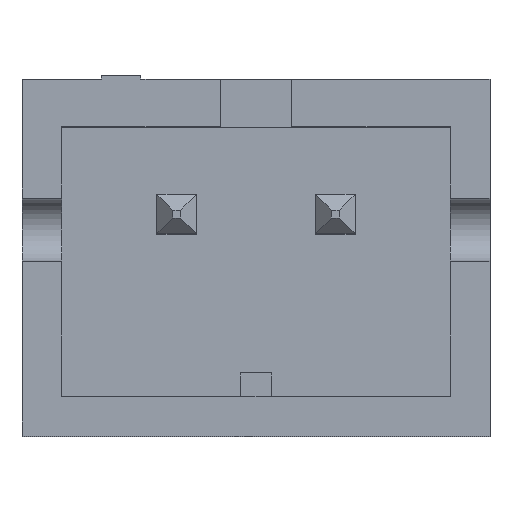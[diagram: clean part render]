
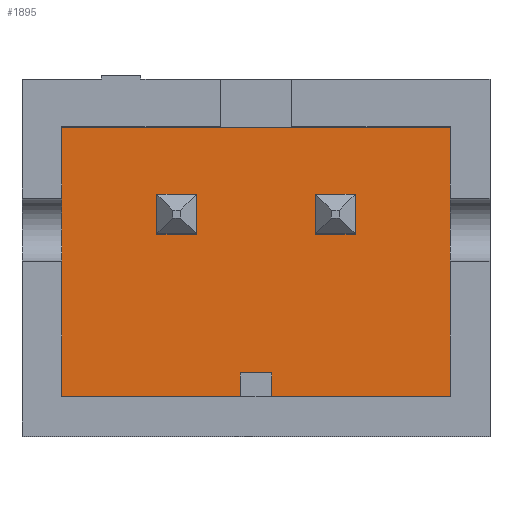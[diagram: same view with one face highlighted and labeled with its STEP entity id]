
A CAD part, top view. The second image highlights one B-rep face of the part: STEP entity #1895.
In plain terms, the highlighted planar face has unit normal (0, 0, 1).
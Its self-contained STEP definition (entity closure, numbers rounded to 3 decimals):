
#1429 = VERTEX_POINT('',#1430);
#1430 = CARTESIAN_POINT('',(-1.45,1.1,1.8));
#1436 = EDGE_CURVE('',#1429,#1437,#1439,.T.);
#1437 = VERTEX_POINT('',#1438);
#1438 = CARTESIAN_POINT('',(-1.45,-2.3,1.8));
#1439 = LINE('',#1440,#1441);
#1440 = CARTESIAN_POINT('',(-1.45,1.1,1.8));
#1441 = VECTOR('',#1442,1.);
#1442 = DIRECTION('',(0.,-1.,0.));
#1464 = VERTEX_POINT('',#1465);
#1465 = CARTESIAN_POINT('',(3.45,1.1,1.8));
#1471 = EDGE_CURVE('',#1464,#1429,#1472,.T.);
#1472 = LINE('',#1473,#1474);
#1473 = CARTESIAN_POINT('',(3.45,1.1,1.8));
#1474 = VECTOR('',#1475,1.);
#1475 = DIRECTION('',(-1.,0.,0.));
#1504 = VERTEX_POINT('',#1505);
#1505 = CARTESIAN_POINT('',(3.45,-2.3,1.8));
#1511 = EDGE_CURVE('',#1504,#1464,#1512,.T.);
#1512 = LINE('',#1513,#1514);
#1513 = CARTESIAN_POINT('',(3.45,-2.3,1.8));
#1514 = VECTOR('',#1515,1.);
#1515 = DIRECTION('',(0.,1.,0.));
#1692 = EDGE_CURVE('',#1437,#1693,#1695,.T.);
#1693 = VERTEX_POINT('',#1694);
#1694 = CARTESIAN_POINT('',(0.8,-2.3,1.8));
#1695 = LINE('',#1696,#1697);
#1696 = CARTESIAN_POINT('',(-1.45,-2.3,1.8));
#1697 = VECTOR('',#1698,1.);
#1698 = DIRECTION('',(1.,0.,0.));
#1717 = VERTEX_POINT('',#1718);
#1718 = CARTESIAN_POINT('',(1.2,-2.3,1.8));
#1724 = EDGE_CURVE('',#1717,#1504,#1725,.T.);
#1725 = LINE('',#1726,#1727);
#1726 = CARTESIAN_POINT('',(-1.45,-2.3,1.8));
#1727 = VECTOR('',#1728,1.);
#1728 = DIRECTION('',(1.,0.,0.));
#1895 = ADVANCED_FACE('',(#1896,#1925,#1959),#1993,.F.);
#1896 = FACE_BOUND('',#1897,.F.);
#1897 = EDGE_LOOP('',(#1898,#1899,#1900,#1901,#1909,#1917,#1923,#1924));
#1898 = ORIENTED_EDGE('',*,*,#1471,.F.);
#1899 = ORIENTED_EDGE('',*,*,#1511,.F.);
#1900 = ORIENTED_EDGE('',*,*,#1724,.F.);
#1901 = ORIENTED_EDGE('',*,*,#1902,.T.);
#1902 = EDGE_CURVE('',#1717,#1903,#1905,.T.);
#1903 = VERTEX_POINT('',#1904);
#1904 = CARTESIAN_POINT('',(1.2,-2.,1.8));
#1905 = LINE('',#1906,#1907);
#1906 = CARTESIAN_POINT('',(1.2,-2.3,1.8));
#1907 = VECTOR('',#1908,1.);
#1908 = DIRECTION('',(0.,1.,0.));
#1909 = ORIENTED_EDGE('',*,*,#1910,.T.);
#1910 = EDGE_CURVE('',#1903,#1911,#1913,.T.);
#1911 = VERTEX_POINT('',#1912);
#1912 = CARTESIAN_POINT('',(0.8,-2.,1.8));
#1913 = LINE('',#1914,#1915);
#1914 = CARTESIAN_POINT('',(1.2,-2.,1.8));
#1915 = VECTOR('',#1916,1.);
#1916 = DIRECTION('',(-1.,0.,0.));
#1917 = ORIENTED_EDGE('',*,*,#1918,.T.);
#1918 = EDGE_CURVE('',#1911,#1693,#1919,.T.);
#1919 = LINE('',#1920,#1921);
#1920 = CARTESIAN_POINT('',(0.8,-2.,1.8));
#1921 = VECTOR('',#1922,1.);
#1922 = DIRECTION('',(0.,-1.,0.));
#1923 = ORIENTED_EDGE('',*,*,#1692,.F.);
#1924 = ORIENTED_EDGE('',*,*,#1436,.F.);
#1925 = FACE_BOUND('',#1926,.F.);
#1926 = EDGE_LOOP('',(#1927,#1937,#1945,#1953));
#1927 = ORIENTED_EDGE('',*,*,#1928,.F.);
#1928 = EDGE_CURVE('',#1929,#1931,#1933,.T.);
#1929 = VERTEX_POINT('',#1930);
#1930 = CARTESIAN_POINT('',(2.25,0.25,1.8));
#1931 = VERTEX_POINT('',#1932);
#1932 = CARTESIAN_POINT('',(2.25,-0.25,1.8));
#1933 = LINE('',#1934,#1935);
#1934 = CARTESIAN_POINT('',(2.25,0.675,1.8));
#1935 = VECTOR('',#1936,1.);
#1936 = DIRECTION('',(0.,-1.,0.));
#1937 = ORIENTED_EDGE('',*,*,#1938,.T.);
#1938 = EDGE_CURVE('',#1929,#1939,#1941,.T.);
#1939 = VERTEX_POINT('',#1940);
#1940 = CARTESIAN_POINT('',(1.75,0.25,1.8));
#1941 = LINE('',#1942,#1943);
#1942 = CARTESIAN_POINT('',(2.85,0.25,1.8));
#1943 = VECTOR('',#1944,1.);
#1944 = DIRECTION('',(-1.,0.,0.));
#1945 = ORIENTED_EDGE('',*,*,#1946,.T.);
#1946 = EDGE_CURVE('',#1939,#1947,#1949,.T.);
#1947 = VERTEX_POINT('',#1948);
#1948 = CARTESIAN_POINT('',(1.75,-0.25,1.8));
#1949 = LINE('',#1950,#1951);
#1950 = CARTESIAN_POINT('',(1.75,0.675,1.8));
#1951 = VECTOR('',#1952,1.);
#1952 = DIRECTION('',(0.,-1.,0.));
#1953 = ORIENTED_EDGE('',*,*,#1954,.T.);
#1954 = EDGE_CURVE('',#1947,#1931,#1955,.T.);
#1955 = LINE('',#1956,#1957);
#1956 = CARTESIAN_POINT('',(2.85,-0.25,1.8));
#1957 = VECTOR('',#1958,1.);
#1958 = DIRECTION('',(1.,0.,0.));
#1959 = FACE_BOUND('',#1960,.F.);
#1960 = EDGE_LOOP('',(#1961,#1971,#1979,#1987));
#1961 = ORIENTED_EDGE('',*,*,#1962,.F.);
#1962 = EDGE_CURVE('',#1963,#1965,#1967,.T.);
#1963 = VERTEX_POINT('',#1964);
#1964 = CARTESIAN_POINT('',(0.25,0.25,1.8));
#1965 = VERTEX_POINT('',#1966);
#1966 = CARTESIAN_POINT('',(0.25,-0.25,1.8));
#1967 = LINE('',#1968,#1969);
#1968 = CARTESIAN_POINT('',(0.25,0.675,1.8));
#1969 = VECTOR('',#1970,1.);
#1970 = DIRECTION('',(0.,-1.,0.));
#1971 = ORIENTED_EDGE('',*,*,#1972,.T.);
#1972 = EDGE_CURVE('',#1963,#1973,#1975,.T.);
#1973 = VERTEX_POINT('',#1974);
#1974 = CARTESIAN_POINT('',(-0.25,0.25,1.8));
#1975 = LINE('',#1976,#1977);
#1976 = CARTESIAN_POINT('',(1.85,0.25,1.8));
#1977 = VECTOR('',#1978,1.);
#1978 = DIRECTION('',(-1.,0.,0.));
#1979 = ORIENTED_EDGE('',*,*,#1980,.T.);
#1980 = EDGE_CURVE('',#1973,#1981,#1983,.T.);
#1981 = VERTEX_POINT('',#1982);
#1982 = CARTESIAN_POINT('',(-0.25,-0.25,1.8));
#1983 = LINE('',#1984,#1985);
#1984 = CARTESIAN_POINT('',(-0.25,0.675,1.8));
#1985 = VECTOR('',#1986,1.);
#1986 = DIRECTION('',(0.,-1.,0.));
#1987 = ORIENTED_EDGE('',*,*,#1988,.T.);
#1988 = EDGE_CURVE('',#1981,#1965,#1989,.T.);
#1989 = LINE('',#1990,#1991);
#1990 = CARTESIAN_POINT('',(1.85,-0.25,1.8));
#1991 = VECTOR('',#1992,1.);
#1992 = DIRECTION('',(1.,0.,0.));
#1993 = PLANE('',#1994);
#1994 = AXIS2_PLACEMENT_3D('',#1995,#1996,#1997);
#1995 = CARTESIAN_POINT('',(3.45,1.1,1.8));
#1996 = DIRECTION('',(0.,0.,-1.));
#1997 = DIRECTION('',(1.,0.,0.));
